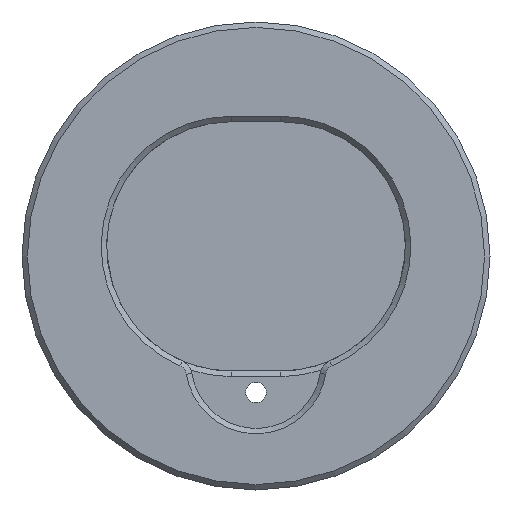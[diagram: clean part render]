
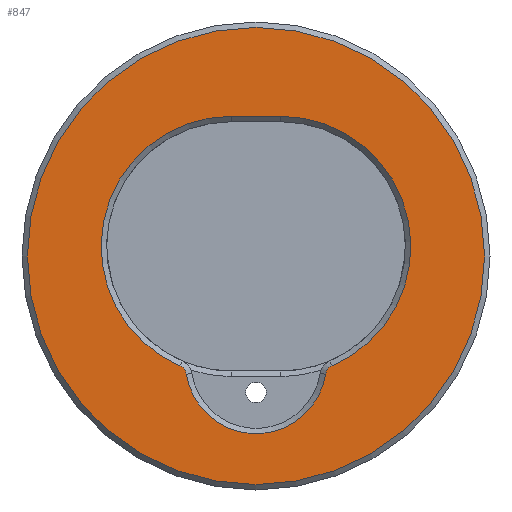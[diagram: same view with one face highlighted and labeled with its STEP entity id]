
A CAD part, front view. The second image highlights one B-rep face of the part: STEP entity #847.
In plain terms, the highlighted planar face has unit normal (0, -1, 0).
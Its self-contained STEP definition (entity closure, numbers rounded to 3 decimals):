
#20=FACE_BOUND('',#273,.T.);
#86=LINE('',#1489,#144);
#144=VECTOR('',#1117,10.);
#185=PLANE('',#936);
#220=FACE_OUTER_BOUND('',#272,.T.);
#272=EDGE_LOOP('',(#656));
#273=EDGE_LOOP('',(#657,#658,#659,#660,#661,#662));
#337=CIRCLE('',#935,21.09);
#338=CIRCLE('',#937,12.);
#339=CIRCLE('',#938,1.);
#340=CIRCLE('',#939,6.5);
#341=CIRCLE('',#940,1.);
#342=CIRCLE('',#941,12.);
#410=VERTEX_POINT('',#1474);
#411=VERTEX_POINT('',#1478);
#412=VERTEX_POINT('',#1479);
#413=VERTEX_POINT('',#1481);
#414=VERTEX_POINT('',#1483);
#415=VERTEX_POINT('',#1485);
#416=VERTEX_POINT('',#1487);
#506=EDGE_CURVE('',#410,#410,#337,.T.);
#507=EDGE_CURVE('',#411,#412,#338,.T.);
#508=EDGE_CURVE('',#413,#411,#339,.T.);
#509=EDGE_CURVE('',#414,#413,#340,.T.);
#510=EDGE_CURVE('',#415,#414,#341,.T.);
#511=EDGE_CURVE('',#416,#415,#342,.T.);
#512=EDGE_CURVE('',#412,#416,#86,.T.);
#656=ORIENTED_EDGE('',*,*,#506,.F.);
#657=ORIENTED_EDGE('',*,*,#507,.F.);
#658=ORIENTED_EDGE('',*,*,#508,.F.);
#659=ORIENTED_EDGE('',*,*,#509,.F.);
#660=ORIENTED_EDGE('',*,*,#510,.F.);
#661=ORIENTED_EDGE('',*,*,#511,.F.);
#662=ORIENTED_EDGE('',*,*,#512,.F.);
#847=ADVANCED_FACE('',(#220,#20),#185,.F.);
#935=AXIS2_PLACEMENT_3D('',#1476,#1103,#1104);
#936=AXIS2_PLACEMENT_3D('',#1477,#1105,#1106);
#937=AXIS2_PLACEMENT_3D('',#1480,#1107,#1108);
#938=AXIS2_PLACEMENT_3D('',#1482,#1109,#1110);
#939=AXIS2_PLACEMENT_3D('',#1484,#1111,#1112);
#940=AXIS2_PLACEMENT_3D('',#1486,#1113,#1114);
#941=AXIS2_PLACEMENT_3D('',#1488,#1115,#1116);
#1103=DIRECTION('center_axis',(0.,1.,0.));
#1104=DIRECTION('ref_axis',(1.,0.,0.));
#1105=DIRECTION('center_axis',(0.,1.,0.));
#1106=DIRECTION('ref_axis',(1.,0.,0.));
#1107=DIRECTION('center_axis',(0.,-1.,0.));
#1108=DIRECTION('ref_axis',(1.,0.,0.));
#1109=DIRECTION('center_axis',(0.,1.,0.));
#1110=DIRECTION('ref_axis',(-0.79,0.,0.613));
#1111=DIRECTION('center_axis',(0.,-1.,0.));
#1112=DIRECTION('ref_axis',(1.,0.,0.));
#1113=DIRECTION('center_axis',(0.,1.,0.));
#1114=DIRECTION('ref_axis',(0.79,0.,0.613));
#1115=DIRECTION('center_axis',(0.,-1.,0.));
#1116=DIRECTION('ref_axis',(-1.,0.,0.));
#1117=DIRECTION('',(-1.,0.,0.));
#1474=CARTESIAN_POINT('',(-21.09,0.,0.));
#1476=CARTESIAN_POINT('Origin',(0.,0.,0.));
#1477=CARTESIAN_POINT('Origin',(0.,0.,0.));
#1478=CARTESIAN_POINT('',(7.016,0.,-10.138));
#1479=CARTESIAN_POINT('',(2.286,0.,12.89));
#1480=CARTESIAN_POINT('Origin',(2.286,0.,0.89));
#1481=CARTESIAN_POINT('',(6.422,0.,-10.903));
#1482=CARTESIAN_POINT('Origin',(7.41,0.,-11.058));
#1483=CARTESIAN_POINT('',(-6.422,0.,-10.903));
#1484=CARTESIAN_POINT('Origin',(0.,0.,-9.9));
#1485=CARTESIAN_POINT('',(-7.016,0.,-10.138));
#1486=CARTESIAN_POINT('Origin',(-7.41,0.,-11.058));
#1487=CARTESIAN_POINT('',(-2.286,0.,12.89));
#1488=CARTESIAN_POINT('Origin',(-2.286,0.,0.89));
#1489=CARTESIAN_POINT('',(-1.143,0.,12.89));
